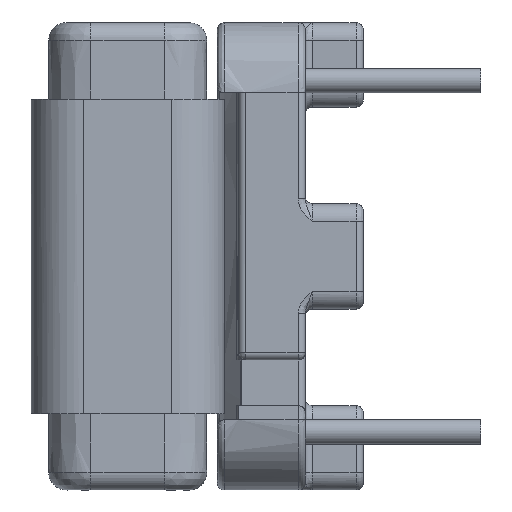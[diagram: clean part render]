
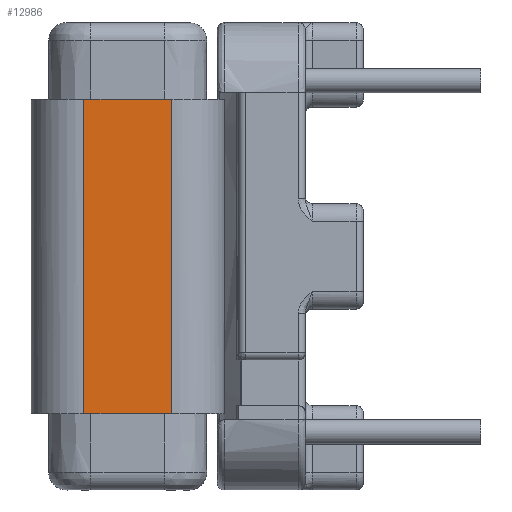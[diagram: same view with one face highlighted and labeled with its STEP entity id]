
A CAD part, left-side view. The second image highlights one B-rep face of the part: STEP entity #12986.
In plain terms, the highlighted free-form (B-spline) face has degree [1, 1] with [2, 2] control points.
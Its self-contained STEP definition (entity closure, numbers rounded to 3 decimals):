
#12916 = VERTEX_POINT('',#12917);
#12917 = CARTESIAN_POINT('',(-9.416,8.853,
    6.289));
#12923 = EDGE_CURVE('',#12924,#12916,#12926,.T.);
#12924 = VERTEX_POINT('',#12925);
#12925 = CARTESIAN_POINT('',(-9.416,5.34,
    6.289));
#12926 = B_SPLINE_CURVE_WITH_KNOTS('',1,(#12927,#12928),.UNSPECIFIED.,
  .F.,.F.,(2,2),(-3.5,-1.),.PIECEWISE_BEZIER_KNOTS.);
#12927 = CARTESIAN_POINT('',(-9.416,5.34,
    6.289));
#12928 = CARTESIAN_POINT('',(-9.416,8.853,
    6.289));
#12959 = EDGE_CURVE('',#12960,#12924,#12962,.T.);
#12960 = VERTEX_POINT('',#12961);
#12961 = CARTESIAN_POINT('',(-9.416,5.34,
    -6.289));
#12962 = B_SPLINE_CURVE_WITH_KNOTS('',1,(#12963,#12964),.UNSPECIFIED.,
  .F.,.F.,(2,2),(7.235,16.185),
  .PIECEWISE_BEZIER_KNOTS.);
#12963 = CARTESIAN_POINT('',(-9.416,5.34,
    -6.289));
#12964 = CARTESIAN_POINT('',(-9.416,5.34,
    6.289));
#12986 = ADVANCED_FACE('',(#12987),#13003,.F.);
#12987 = FACE_BOUND('',#12988,.T.);
#12988 = EDGE_LOOP('',(#12989,#12996,#13001,#13002));
#12989 = ORIENTED_EDGE('',*,*,#12990,.F.);
#12990 = EDGE_CURVE('',#12991,#12916,#12993,.T.);
#12991 = VERTEX_POINT('',#12992);
#12992 = CARTESIAN_POINT('',(-9.416,8.853,
    -6.289));
#12993 = B_SPLINE_CURVE_WITH_KNOTS('',1,(#12994,#12995),.UNSPECIFIED.,
  .F.,.F.,(2,2),(7.235,16.185),
  .PIECEWISE_BEZIER_KNOTS.);
#12994 = CARTESIAN_POINT('',(-9.416,8.853,
    -6.289));
#12995 = CARTESIAN_POINT('',(-9.416,8.853,
    6.289));
#12996 = ORIENTED_EDGE('',*,*,#12997,.T.);
#12997 = EDGE_CURVE('',#12991,#12960,#12998,.T.);
#12998 = B_SPLINE_CURVE_WITH_KNOTS('',1,(#12999,#13000),.UNSPECIFIED.,
  .F.,.F.,(2,2),(1.,3.5),.PIECEWISE_BEZIER_KNOTS.);
#12999 = CARTESIAN_POINT('',(-9.416,8.853,
    -6.289));
#13000 = CARTESIAN_POINT('',(-9.416,5.34,
    -6.289));
#13001 = ORIENTED_EDGE('',*,*,#12959,.T.);
#13002 = ORIENTED_EDGE('',*,*,#12923,.T.);
#13003 = B_SPLINE_SURFACE_WITH_KNOTS('',1,1,(
    (#13004,#13005)
    ,(#13006,#13007
    )),.UNSPECIFIED.,.F.,.F.,.F.,(2,2),(2,2),(-3.5,-1.),(7.235,
    16.185),.PIECEWISE_BEZIER_KNOTS.);
#13004 = CARTESIAN_POINT('',(-9.416,5.34,
    -6.289));
#13005 = CARTESIAN_POINT('',(-9.416,5.34,
    6.289));
#13006 = CARTESIAN_POINT('',(-9.416,8.853,
    -6.289));
#13007 = CARTESIAN_POINT('',(-9.416,8.853,
    6.289));
